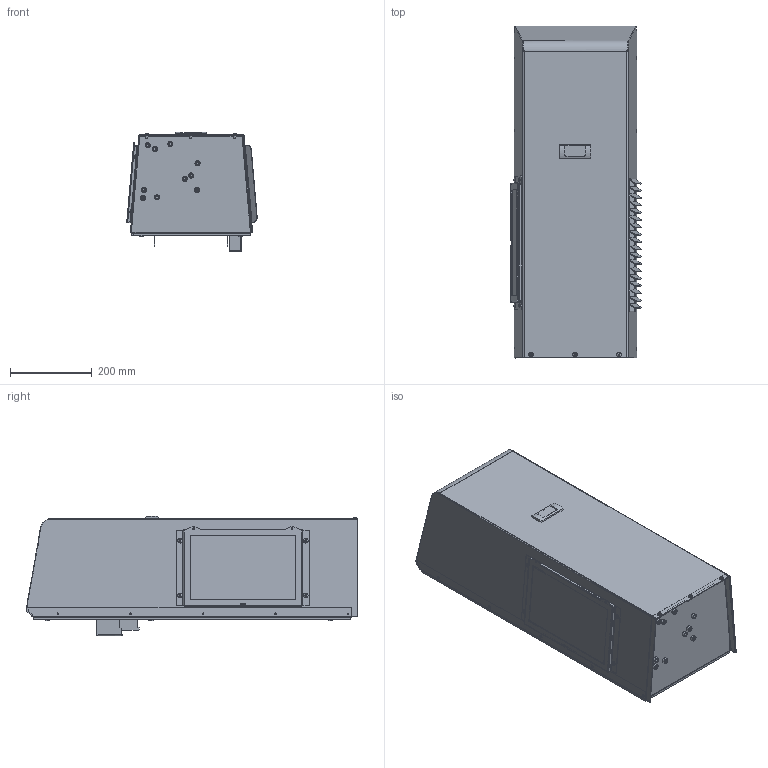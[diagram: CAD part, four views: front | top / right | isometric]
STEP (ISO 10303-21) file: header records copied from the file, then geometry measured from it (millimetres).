
FILE_DESCRIPTION (( 'STEP AP214' ), '1' );
FILE_NAME ('TA10-027-16-04.STEP', '2023-03-09T16:16:20', ( '' ), ( '' ), 'SwSTEP 2.0', 'SolidWorks 2021', '' );
FILE_SCHEMA (( 'AUTOMOTIVE_DESIGN' ));
Length unit declared in the file: inch
Products named in the file (1): TA10-027-16-04
Bounding box: 319.4 x 813.4 x 293.3 mm (x, y, z)
Volume: 2322469.7 mm3; surface area: 2227946.7 mm2
Topology: 1 solids, 6 shells, 1962 faces, 5374 edges, 3499 vertices
Faces by surface type: plane 1199, cylinder 585, bspline 107, cone 26, sphere 23, torus 22
Full cylindrical faces by diameter (mm): 2.083 x2, 2.205 x1, 2.311 x2, 2.769 x5, 3.175 x17, 3.962 x1, 4.039 x11, 4.394 x2, 4.826 x14, 5.182 x15, 6.198 x10, 6.299 x13, 6.909 x6, 8.966 x1, 11.113 x1, 12.7 x10, 23.012 x1, 154.178 x1
Entity records: 71011 total; most frequent: CARTESIAN_POINT 21770, ORIENTED_EDGE 10226, DIRECTION 9680, EDGE_CURVE 5113, VECTOR 3566, LINE 3566, VERTEX_POINT 3423, AXIS2_PLACEMENT_3D 3057
